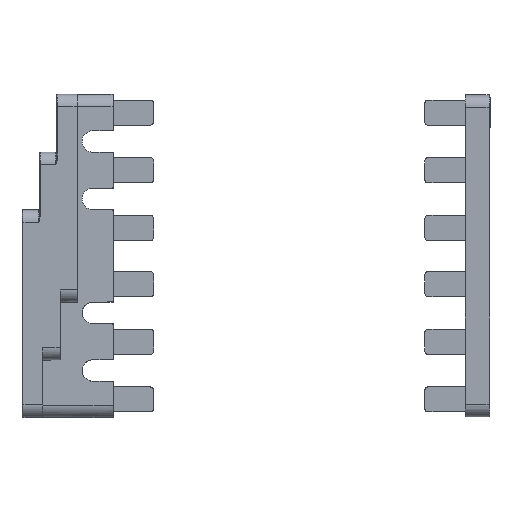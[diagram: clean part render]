
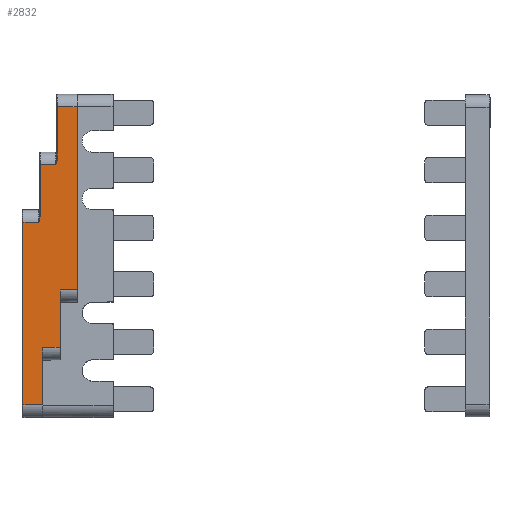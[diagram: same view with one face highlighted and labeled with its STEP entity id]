
A CAD part, top view. The second image highlights one B-rep face of the part: STEP entity #2832.
In plain terms, the highlighted planar face has unit normal (0, 0, 1).
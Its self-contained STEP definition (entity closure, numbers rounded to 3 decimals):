
#516=PLANE('',#11526);
#821=LINE('',#15550,#1787);
#910=LINE('',#15988,#1876);
#911=LINE('',#15991,#1877);
#912=LINE('',#15993,#1878);
#913=LINE('',#16006,#1879);
#914=LINE('',#16008,#1880);
#915=LINE('',#16021,#1881);
#916=LINE('',#16023,#1882);
#917=LINE('',#16024,#1883);
#918=LINE('',#16026,#1884);
#919=LINE('',#16028,#1885);
#920=LINE('',#16030,#1886);
#921=LINE('',#16032,#1887);
#922=LINE('',#16034,#1888);
#1787=VECTOR('',#12471,1.);
#1876=VECTOR('',#12738,1.);
#1877=VECTOR('',#12739,1.);
#1878=VECTOR('',#12740,1.);
#1879=VECTOR('',#12741,1.);
#1880=VECTOR('',#12742,1.);
#1881=VECTOR('',#12743,1.);
#1882=VECTOR('',#12744,1.);
#1883=VECTOR('',#12745,1.);
#1884=VECTOR('',#12746,1.);
#1885=VECTOR('',#12747,1.);
#1886=VECTOR('',#12748,1.);
#1887=VECTOR('',#12749,1.);
#1888=VECTOR('',#12750,1.);
#2832=ADVANCED_FACE('',(#3470),#516,.T.);
#3470=FACE_OUTER_BOUND('',#4026,.T.);
#4026=EDGE_LOOP('',(#5146,#5147,#5148,#5149,#5150,#5151,#5152,#5153,#5154,
#5155,#5156,#5157,#5158,#5159,#5160,#5161));
#4655=B_SPLINE_CURVE_WITH_KNOTS('',3,(#15995,#15996,#15997,#15998,#15999,
#16000,#16001,#16002,#16003,#16004),.UNSPECIFIED.,.F.,.F.,(4,3,3,4),(0.,
0.44,0.993,1.),.UNSPECIFIED.);
#4656=B_SPLINE_CURVE_WITH_KNOTS('',3,(#16010,#16011,#16012,#16013,#16014,
#16015,#16016,#16017,#16018,#16019),.UNSPECIFIED.,.F.,.F.,(4,3,3,4),(0.,
0.44,0.993,1.),.UNSPECIFIED.);
#5146=ORIENTED_EDGE('',*,*,#9436,.F.);
#5147=ORIENTED_EDGE('',*,*,#9437,.T.);
#5148=ORIENTED_EDGE('',*,*,#9438,.T.);
#5149=ORIENTED_EDGE('',*,*,#9439,.T.);
#5150=ORIENTED_EDGE('',*,*,#9440,.T.);
#5151=ORIENTED_EDGE('',*,*,#9441,.T.);
#5152=ORIENTED_EDGE('',*,*,#9442,.T.);
#5153=ORIENTED_EDGE('',*,*,#9443,.T.);
#5154=ORIENTED_EDGE('',*,*,#9444,.T.);
#5155=ORIENTED_EDGE('',*,*,#9284,.T.);
#5156=ORIENTED_EDGE('',*,*,#9445,.T.);
#5157=ORIENTED_EDGE('',*,*,#9446,.T.);
#5158=ORIENTED_EDGE('',*,*,#9447,.T.);
#5159=ORIENTED_EDGE('',*,*,#9448,.F.);
#5160=ORIENTED_EDGE('',*,*,#9449,.F.);
#5161=ORIENTED_EDGE('',*,*,#9450,.T.);
#8132=VERTEX_POINT('',#15549);
#8133=VERTEX_POINT('',#15551);
#8254=VERTEX_POINT('',#15989);
#8255=VERTEX_POINT('',#15990);
#8256=VERTEX_POINT('',#15992);
#8257=VERTEX_POINT('',#15994);
#8258=VERTEX_POINT('',#16005);
#8259=VERTEX_POINT('',#16007);
#8260=VERTEX_POINT('',#16009);
#8261=VERTEX_POINT('',#16020);
#8262=VERTEX_POINT('',#16022);
#8263=VERTEX_POINT('',#16025);
#8264=VERTEX_POINT('',#16027);
#8265=VERTEX_POINT('',#16029);
#8266=VERTEX_POINT('',#16031);
#8267=VERTEX_POINT('',#16033);
#9284=EDGE_CURVE('',#8133,#8132,#821,.T.);
#9436=EDGE_CURVE('',#8254,#8255,#910,.T.);
#9437=EDGE_CURVE('',#8254,#8256,#911,.T.);
#9438=EDGE_CURVE('',#8256,#8257,#912,.T.);
#9439=EDGE_CURVE('',#8257,#8258,#4655,.T.);
#9440=EDGE_CURVE('',#8258,#8259,#913,.T.);
#9441=EDGE_CURVE('',#8259,#8260,#914,.T.);
#9442=EDGE_CURVE('',#8260,#8261,#4656,.T.);
#9443=EDGE_CURVE('',#8261,#8262,#915,.T.);
#9444=EDGE_CURVE('',#8262,#8133,#916,.T.);
#9445=EDGE_CURVE('',#8132,#8263,#917,.T.);
#9446=EDGE_CURVE('',#8263,#8264,#918,.T.);
#9447=EDGE_CURVE('',#8264,#8265,#919,.T.);
#9448=EDGE_CURVE('',#8266,#8265,#920,.T.);
#9449=EDGE_CURVE('',#8267,#8266,#921,.T.);
#9450=EDGE_CURVE('',#8267,#8255,#922,.T.);
#11526=AXIS2_PLACEMENT_3D('',#16035,#12751,#12752);
#12471=DIRECTION('',(1.,0.,0.));
#12738=DIRECTION('',(0.,-1.,0.));
#12739=DIRECTION('',(-1.,0.,0.));
#12740=DIRECTION('',(0.,-1.,0.));
#12741=DIRECTION('',(-1.,0.,0.));
#12742=DIRECTION('',(0.,-1.,0.));
#12743=DIRECTION('',(-1.,0.,0.));
#12744=DIRECTION('',(0.,-1.,0.));
#12745=DIRECTION('',(0.,1.,0.));
#12746=DIRECTION('',(0.,1.,0.));
#12747=DIRECTION('',(1.,0.017,0.));
#12748=DIRECTION('',(0.,-1.,0.));
#12749=DIRECTION('',(0.,-1.,0.));
#12750=DIRECTION('',(1.,0.017,0.));
#12751=DIRECTION('',(0.,0.,1.));
#12752=DIRECTION('',(1.,0.,0.));
#15549=CARTESIAN_POINT('',(-79.,-33.536,35.384));
#15550=CARTESIAN_POINT('',(-72.079,-33.536,35.384));
#15551=CARTESIAN_POINT('',(-85.4,-33.536,35.384));
#15988=CARTESIAN_POINT('',(-68.,27.264,35.384));
#15989=CARTESIAN_POINT('',(-68.,62.065,35.384));
#15990=CARTESIAN_POINT('',(-68.,3.465,35.384));
#15991=CARTESIAN_POINT('',(-72.079,62.065,35.384));
#15992=CARTESIAN_POINT('',(-74.4,62.065,35.384));
#15993=CARTESIAN_POINT('',(-74.4,27.264,35.384));
#15994=CARTESIAN_POINT('',(-74.4,45.352,35.384));
#15995=CARTESIAN_POINT('',(-74.4,45.352,35.384));
#15996=CARTESIAN_POINT('',(-74.4,45.083,35.384));
#15997=CARTESIAN_POINT('',(-74.446,44.814,35.384));
#15998=CARTESIAN_POINT('',(-74.508,44.552,35.384));
#15999=CARTESIAN_POINT('',(-74.586,44.222,35.384));
#16000=CARTESIAN_POINT('',(-74.691,43.898,35.384));
#16001=CARTESIAN_POINT('',(-74.796,43.575,35.384));
#16002=CARTESIAN_POINT('',(-74.797,43.571,35.384));
#16003=CARTESIAN_POINT('',(-74.799,43.567,35.384));
#16004=CARTESIAN_POINT('',(-74.8,43.564,35.384));
#16005=CARTESIAN_POINT('',(-74.8,43.564,35.384));
#16006=CARTESIAN_POINT('',(-72.079,43.564,35.384));
#16007=CARTESIAN_POINT('',(-79.9,43.564,35.384));
#16008=CARTESIAN_POINT('',(-79.9,27.264,35.384));
#16009=CARTESIAN_POINT('',(-79.9,26.852,35.384));
#16010=CARTESIAN_POINT('',(-79.9,26.852,35.384));
#16011=CARTESIAN_POINT('',(-79.9,26.583,35.384));
#16012=CARTESIAN_POINT('',(-79.946,26.314,35.384));
#16013=CARTESIAN_POINT('',(-80.008,26.052,35.384));
#16014=CARTESIAN_POINT('',(-80.086,25.722,35.384));
#16015=CARTESIAN_POINT('',(-80.191,25.398,35.384));
#16016=CARTESIAN_POINT('',(-80.296,25.075,35.384));
#16017=CARTESIAN_POINT('',(-80.297,25.071,35.384));
#16018=CARTESIAN_POINT('',(-80.299,25.067,35.384));
#16019=CARTESIAN_POINT('',(-80.3,25.064,35.384));
#16020=CARTESIAN_POINT('',(-80.3,25.064,35.384));
#16021=CARTESIAN_POINT('',(-72.079,25.064,35.384));
#16022=CARTESIAN_POINT('',(-85.4,25.064,35.384));
#16023=CARTESIAN_POINT('',(-85.4,-33.534,35.384));
#16024=CARTESIAN_POINT('',(-79.,-43.036,35.384));
#16025=CARTESIAN_POINT('',(-79.,-16.93,35.384));
#16026=CARTESIAN_POINT('',(-79.,-43.036,35.384));
#16027=CARTESIAN_POINT('',(-79.,-15.144,35.384));
#16028=CARTESIAN_POINT('',(-71.341,-15.01,35.384));
#16029=CARTESIAN_POINT('',(-73.5,-15.048,35.384));
#16030=CARTESIAN_POINT('',(-73.5,27.264,35.384));
#16031=CARTESIAN_POINT('',(-73.5,1.583,35.384));
#16032=CARTESIAN_POINT('',(-73.5,-19.036,35.384));
#16033=CARTESIAN_POINT('',(-73.5,3.369,35.384));
#16034=CARTESIAN_POINT('',(-68.07,3.464,35.384));
#16035=CARTESIAN_POINT('',(-72.079,27.264,35.384));
